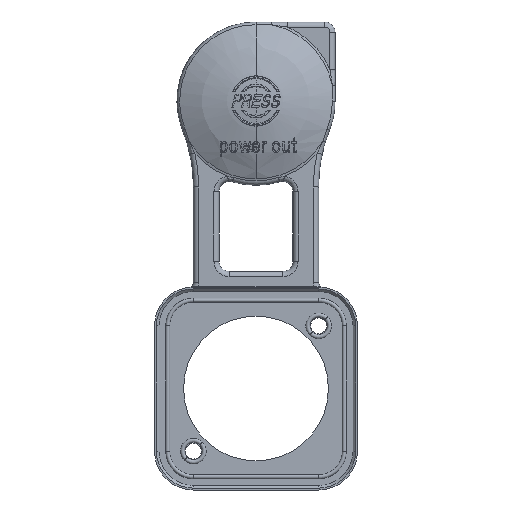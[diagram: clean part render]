
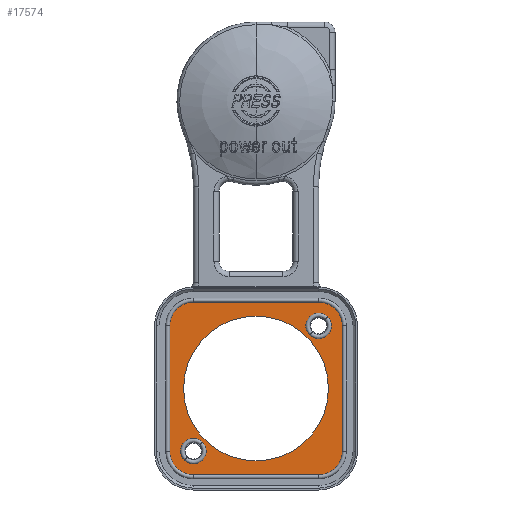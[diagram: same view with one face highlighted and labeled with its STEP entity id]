
A CAD part, top view. The second image highlights one B-rep face of the part: STEP entity #17574.
In plain terms, the highlighted planar face has unit normal (0, 0, 1).
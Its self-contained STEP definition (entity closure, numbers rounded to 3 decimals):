
#6063=CARTESIAN_POINT('',(0.,0.,3.3));
#6064=DIRECTION('',(0.,0.,-1.));
#6065=DIRECTION('',(0.,1.,0.));
#6066=AXIS2_PLACEMENT_3D('',#6063,#6064,#6065);
#6068=CARTESIAN_POINT('',(0.,0.,3.3));
#6069=DIRECTION('',(0.,0.,-1.));
#6070=DIRECTION('',(0.,-1.,0.));
#6071=AXIS2_PLACEMENT_3D('',#6068,#6069,#6070);
#6145=CARTESIAN_POINT('',(-12.2,-12.2,3.3));
#6146=DIRECTION('',(0.,0.,1.));
#6147=DIRECTION('',(-1.,0.,0.));
#6148=AXIS2_PLACEMENT_3D('',#6145,#6146,#6147);
#6150=DIRECTION('',(0.,-1.,0.));
#6151=VECTOR('',#6150,24.4);
#6152=CARTESIAN_POINT('',(-16.813,12.2,3.3));
#6153=LINE('',#6152,#6151);
#6154=CARTESIAN_POINT('',(-12.2,12.2,3.3));
#6155=DIRECTION('',(0.,0.,1.));
#6156=DIRECTION('',(0.,1.,0.));
#6157=AXIS2_PLACEMENT_3D('',#6154,#6155,#6156);
#6159=DIRECTION('',(-1.,0.,0.));
#6160=VECTOR('',#6159,24.4);
#6161=CARTESIAN_POINT('',(12.2,16.813,3.3));
#6162=LINE('',#6161,#6160);
#6163=CARTESIAN_POINT('',(12.2,12.2,3.3));
#6164=DIRECTION('',(0.,0.,1.));
#6165=DIRECTION('',(1.,0.,0.));
#6166=AXIS2_PLACEMENT_3D('',#6163,#6164,#6165);
#6168=DIRECTION('',(0.,1.,0.));
#6169=VECTOR('',#6168,24.4);
#6170=CARTESIAN_POINT('',(16.813,-12.2,3.3));
#6171=LINE('',#6170,#6169);
#6172=CARTESIAN_POINT('',(12.2,-12.2,3.3));
#6173=DIRECTION('',(0.,0.,1.));
#6174=DIRECTION('',(0.,-1.,0.));
#6175=AXIS2_PLACEMENT_3D('',#6172,#6173,#6174);
#6177=DIRECTION('',(1.,0.,0.));
#6178=VECTOR('',#6177,24.4);
#6179=CARTESIAN_POINT('',(-12.2,-16.813,3.3));
#6180=LINE('',#6179,#6178);
#6181=CARTESIAN_POINT('',(12.2,12.2,3.3));
#6182=DIRECTION('',(0.,0.,1.));
#6183=DIRECTION('',(0.707,0.707,0.));
#6184=AXIS2_PLACEMENT_3D('',#6181,#6182,#6183);
#6186=CARTESIAN_POINT('',(12.2,12.2,3.3));
#6187=DIRECTION('',(0.,0.,1.));
#6188=DIRECTION('',(-0.707,-0.707,0.));
#6189=AXIS2_PLACEMENT_3D('',#6186,#6187,#6188);
#6201=CARTESIAN_POINT('',(-12.2,-12.2,3.3));
#6202=DIRECTION('',(0.,0.,1.));
#6203=DIRECTION('',(0.707,0.707,0.));
#6204=AXIS2_PLACEMENT_3D('',#6201,#6202,#6203);
#6206=CARTESIAN_POINT('',(-12.2,-12.2,3.3));
#6207=DIRECTION('',(0.,0.,1.));
#6208=DIRECTION('',(-0.707,-0.707,0.));
#6209=AXIS2_PLACEMENT_3D('',#6206,#6207,#6208);
#9716=CARTESIAN_POINT('',(0.,14.1,3.3));
#9717=CARTESIAN_POINT('',(0.,-14.1,3.3));
#9718=VERTEX_POINT('',#9716);
#9719=VERTEX_POINT('',#9717);
#9872=CARTESIAN_POINT('',(-16.813,-12.2,3.3));
#9873=CARTESIAN_POINT('',(-12.2,-16.813,3.3));
#9874=VERTEX_POINT('',#9872);
#9875=VERTEX_POINT('',#9873);
#9876=CARTESIAN_POINT('',(12.2,-16.813,3.3));
#9877=VERTEX_POINT('',#9876);
#9882=CARTESIAN_POINT('',(16.813,-12.2,3.3));
#9883=VERTEX_POINT('',#9882);
#9884=CARTESIAN_POINT('',(16.813,12.2,3.3));
#9885=VERTEX_POINT('',#9884);
#9890=CARTESIAN_POINT('',(12.2,16.813,3.3));
#9891=VERTEX_POINT('',#9890);
#9892=CARTESIAN_POINT('',(-12.2,16.813,3.3));
#9893=VERTEX_POINT('',#9892);
#9898=CARTESIAN_POINT('',(-16.813,12.2,3.3));
#9899=VERTEX_POINT('',#9898);
#10378=CARTESIAN_POINT('',(13.959,13.959,3.3));
#10379=CARTESIAN_POINT('',(10.441,10.441,3.3));
#10380=VERTEX_POINT('',#10378);
#10381=VERTEX_POINT('',#10379);
#10386=CARTESIAN_POINT('',(-10.441,-10.441,3.3));
#10387=CARTESIAN_POINT('',(-13.959,-13.959,3.3));
#10388=VERTEX_POINT('',#10386);
#10389=VERTEX_POINT('',#10387);
#17533=CARTESIAN_POINT('',(0.,0.,3.3));
#17534=DIRECTION('',(0.,0.,-1.));
#17535=DIRECTION('',(0.,1.,0.));
#17536=AXIS2_PLACEMENT_3D('',#17533,#17534,#17535);
#17537=PLANE('',#17536);
#17539=ORIENTED_EDGE('',*,*,#17538,.F.);
#17541=ORIENTED_EDGE('',*,*,#17540,.F.);
#17543=ORIENTED_EDGE('',*,*,#17542,.F.);
#17545=ORIENTED_EDGE('',*,*,#17544,.F.);
#17547=ORIENTED_EDGE('',*,*,#17546,.F.);
#17549=ORIENTED_EDGE('',*,*,#17548,.F.);
#17551=ORIENTED_EDGE('',*,*,#17550,.F.);
#17553=ORIENTED_EDGE('',*,*,#17552,.F.);
#17554=EDGE_LOOP('',(#17539,#17541,#17543,#17545,#17547,#17549,#17551,#17553));
#17555=FACE_OUTER_BOUND('',#17554,.F.);
#17557=ORIENTED_EDGE('',*,*,#17556,.F.);
#17559=ORIENTED_EDGE('',*,*,#17558,.F.);
#17560=EDGE_LOOP('',(#17557,#17559));
#17561=FACE_BOUND('',#17560,.F.);
#17563=ORIENTED_EDGE('',*,*,#17562,.T.);
#17565=ORIENTED_EDGE('',*,*,#17564,.T.);
#17566=EDGE_LOOP('',(#17563,#17565));
#17567=FACE_BOUND('',#17566,.F.);
#17569=ORIENTED_EDGE('',*,*,#17568,.T.);
#17571=ORIENTED_EDGE('',*,*,#17570,.T.);
#17572=EDGE_LOOP('',(#17569,#17571));
#17573=FACE_BOUND('',#17572,.F.);
#17574=ADVANCED_FACE('',(#17555,#17561,#17567,#17573),#17537,.F.);
#6067=CIRCLE('',#6066,14.1);
#6072=CIRCLE('',#6071,14.1);
#6149=CIRCLE('',#6148,4.613);
#6158=CIRCLE('',#6157,4.613);
#6167=CIRCLE('',#6166,4.613);
#6176=CIRCLE('',#6175,4.613);
#6185=CIRCLE('',#6184,2.487);
#6190=CIRCLE('',#6189,2.487);
#6205=CIRCLE('',#6204,2.487);
#6210=CIRCLE('',#6209,2.487);
#17538=EDGE_CURVE('',#9874,#9875,#6149,.T.);
#17540=EDGE_CURVE('',#9899,#9874,#6153,.T.);
#17542=EDGE_CURVE('',#9893,#9899,#6158,.T.);
#17544=EDGE_CURVE('',#9891,#9893,#6162,.T.);
#17546=EDGE_CURVE('',#9885,#9891,#6167,.T.);
#17548=EDGE_CURVE('',#9883,#9885,#6171,.T.);
#17550=EDGE_CURVE('',#9877,#9883,#6176,.T.);
#17552=EDGE_CURVE('',#9875,#9877,#6180,.T.);
#17556=EDGE_CURVE('',#9718,#9719,#6067,.T.);
#17558=EDGE_CURVE('',#9719,#9718,#6072,.T.);
#17562=EDGE_CURVE('',#10380,#10381,#6185,.T.);
#17564=EDGE_CURVE('',#10381,#10380,#6190,.T.);
#17568=EDGE_CURVE('',#10388,#10389,#6205,.T.);
#17570=EDGE_CURVE('',#10389,#10388,#6210,.T.);
